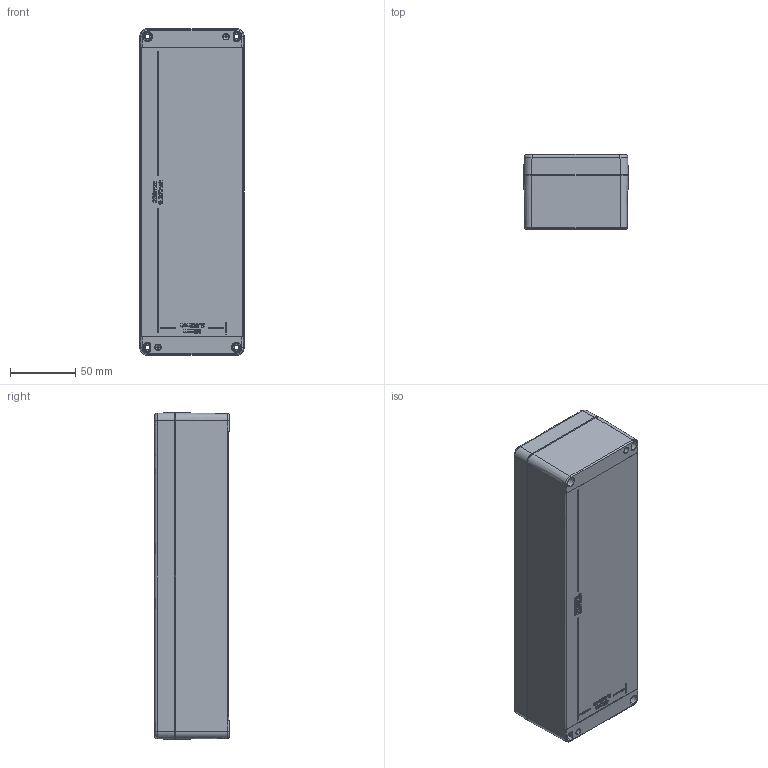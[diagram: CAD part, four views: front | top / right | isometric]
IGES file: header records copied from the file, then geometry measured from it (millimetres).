
Start section: SolidWorks IGES file using analytic representation for surfaces
Global section: file name: 250x80x57 CLOSE.IGS; native system: SolidWorks 2017; preprocessor: SolidWorks 2017; author: Admin; date: 230606.180251; units: millimetre
Bounding box: 80 x 57 x 250 mm (x, y, z)
Surface area: 155843.3 mm2 (no closed solid volume)
Topology: 0 solids, 0 shells, 997 faces, 10996 edges, 10984 vertices
Faces by surface type: bspline 714, revolution 283
